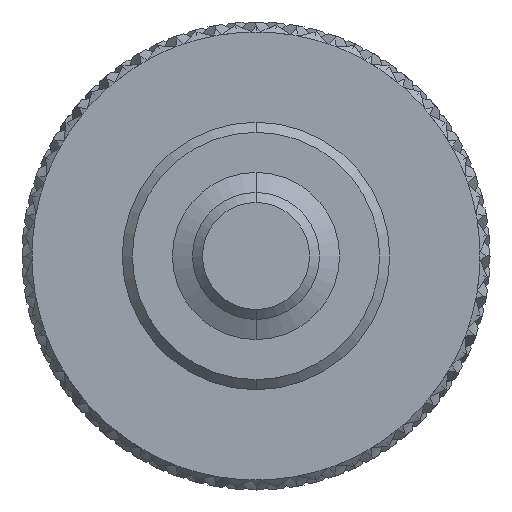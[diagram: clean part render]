
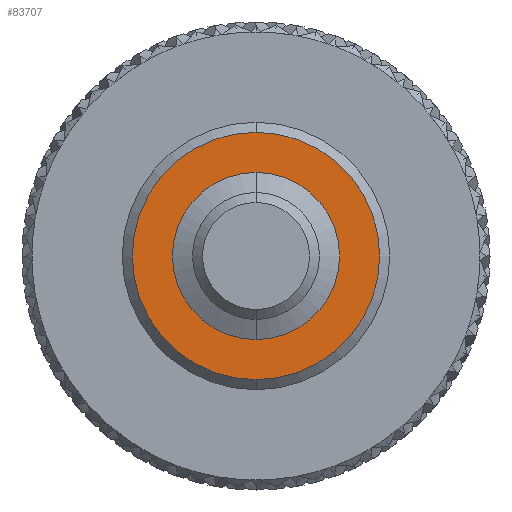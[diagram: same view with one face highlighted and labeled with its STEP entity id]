
A CAD part, front view. The second image highlights one B-rep face of the part: STEP entity #83707.
In plain terms, the highlighted planar face has unit normal (0, -1, 0).
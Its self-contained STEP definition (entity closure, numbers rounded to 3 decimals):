
#47 = CARTESIAN_POINT ( 'NONE',  ( 0., -75.7, 0. ) ) ;
#1149 = ORIENTED_EDGE ( 'NONE', *, *, #7162, .T. ) ;
#2609 = DIRECTION ( 'NONE',  ( 0., -1., 0. ) ) ;
#4028 = CARTESIAN_POINT ( 'NONE',  ( 0., -75.7, 0. ) ) ;
#4059 = ORIENTED_EDGE ( 'NONE', *, *, #89527, .T. ) ;
#5003 = CARTESIAN_POINT ( 'NONE',  ( 0., -75.7, -2.4 ) ) ;
#7162 = EDGE_CURVE ( 'NONE', #123147, #98961, #50659, .T. ) ;
#13965 = DIRECTION ( 'NONE',  ( 0., 0., -1. ) ) ;
#21054 = ORIENTED_EDGE ( 'NONE', *, *, #77650, .F. ) ;
#21991 = CARTESIAN_POINT ( 'NONE',  ( 0., -75.7, 0. ) ) ;
#22945 = AXIS2_PLACEMENT_3D ( 'NONE', #4028, #77544, #88082 ) ;
#28166 = DIRECTION ( 'NONE',  ( 0., -1., 0. ) ) ;
#33248 = DIRECTION ( 'NONE',  ( 0., -1., 0. ) ) ;
#34589 = CARTESIAN_POINT ( 'NONE',  ( 0., -75.7, 2.4 ) ) ;
#34629 = AXIS2_PLACEMENT_3D ( 'NONE', #111587, #28166, #44978 ) ;
#36813 = DIRECTION ( 'NONE',  ( 0., 0., -1. ) ) ;
#44978 = DIRECTION ( 'NONE',  ( 0., 0., -1. ) ) ;
#48698 = ORIENTED_EDGE ( 'NONE', *, *, #95320, .F. ) ;
#50659 = CIRCLE ( 'NONE', #22945, 3.7 ) ;
#51804 = EDGE_LOOP ( 'NONE', ( #4059, #1149 ) ) ;
#52444 = EDGE_LOOP ( 'NONE', ( #21054, #48698 ) ) ;
#54331 = PLANE ( 'NONE',  #34629 ) ;
#59416 = VERTEX_POINT ( 'NONE', #5003 ) ;
#63205 = CARTESIAN_POINT ( 'NONE',  ( 0., -75.7, -3.7 ) ) ;
#66512 = CIRCLE ( 'NONE', #80397, 2.4 ) ;
#69181 = VERTEX_POINT ( 'NONE', #34589 ) ;
#69953 = CARTESIAN_POINT ( 'NONE',  ( 0., -75.7, 0. ) ) ;
#72650 = CIRCLE ( 'NONE', #118352, 3.7 ) ;
#77544 = DIRECTION ( 'NONE',  ( 0., -1., 0. ) ) ;
#77650 = EDGE_CURVE ( 'NONE', #59416, #69181, #66512, .T. ) ;
#80397 = AXIS2_PLACEMENT_3D ( 'NONE', #69953, #33248, #13965 ) ;
#80409 = DIRECTION ( 'NONE',  ( 0., 0., -1. ) ) ;
#80821 = CIRCLE ( 'NONE', #98708, 2.4 ) ;
#83707 = ADVANCED_FACE ( 'NONE', ( #122815, #113428 ), #54331, .T. ) ;
#88082 = DIRECTION ( 'NONE',  ( 0., 0., -1. ) ) ;
#89527 = EDGE_CURVE ( 'NONE', #98961, #123147, #72650, .T. ) ;
#95320 = EDGE_CURVE ( 'NONE', #69181, #59416, #80821, .T. ) ;
#98708 = AXIS2_PLACEMENT_3D ( 'NONE', #47, #113365, #36813 ) ;
#98961 = VERTEX_POINT ( 'NONE', #109527 ) ;
#109527 = CARTESIAN_POINT ( 'NONE',  ( 0., -75.7, 3.7 ) ) ;
#111587 = CARTESIAN_POINT ( 'NONE',  ( 3.7, -75.7, 0. ) ) ;
#113365 = DIRECTION ( 'NONE',  ( 0., -1., 0. ) ) ;
#113428 = FACE_BOUND ( 'NONE', #52444, .T. ) ;
#118352 = AXIS2_PLACEMENT_3D ( 'NONE', #21991, #2609, #80409 ) ;
#122815 = FACE_OUTER_BOUND ( 'NONE', #51804, .T. ) ;
#123147 = VERTEX_POINT ( 'NONE', #63205 ) ;
